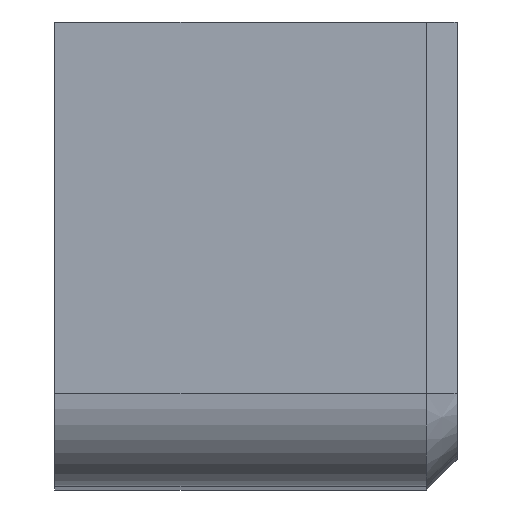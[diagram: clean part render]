
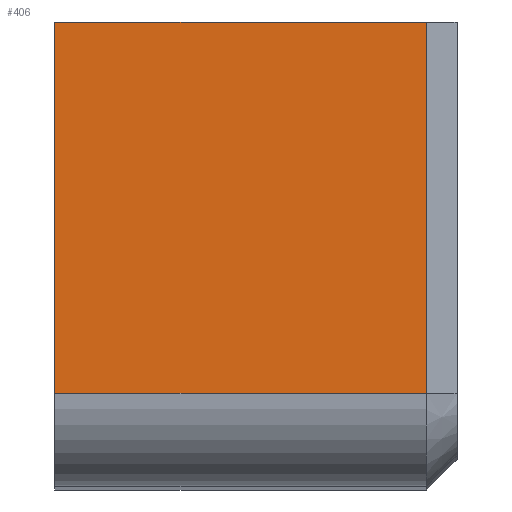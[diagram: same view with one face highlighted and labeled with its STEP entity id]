
A CAD part, top view. The second image highlights one B-rep face of the part: STEP entity #406.
In plain terms, the highlighted planar face has unit normal (0, 0, 1).
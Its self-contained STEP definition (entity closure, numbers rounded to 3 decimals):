
#48=FACE_OUTER_BOUND('',#72,.T.);
#72=EDGE_LOOP('',(#321,#322,#323,#324));
#98=LINE('',#622,#144);
#113=LINE('',#662,#159);
#114=LINE('',#666,#160);
#115=LINE('',#667,#161);
#144=VECTOR('',#502,10.);
#159=VECTOR('',#541,10.);
#160=VECTOR('',#546,10.);
#161=VECTOR('',#547,10.);
#186=VERTEX_POINT('',#619);
#187=VERTEX_POINT('',#621);
#200=VERTEX_POINT('',#661);
#201=VERTEX_POINT('',#665);
#226=EDGE_CURVE('',#186,#187,#98,.T.);
#246=EDGE_CURVE('',#187,#200,#113,.T.);
#248=EDGE_CURVE('',#201,#186,#114,.T.);
#249=EDGE_CURVE('',#200,#201,#115,.T.);
#321=ORIENTED_EDGE('',*,*,#226,.F.);
#322=ORIENTED_EDGE('',*,*,#248,.F.);
#323=ORIENTED_EDGE('',*,*,#249,.F.);
#324=ORIENTED_EDGE('',*,*,#246,.F.);
#384=PLANE('',#452);
#406=ADVANCED_FACE('',(#48),#384,.T.);
#452=AXIS2_PLACEMENT_3D('',#664,#544,#545);
#502=DIRECTION('',(0.,-1.,0.));
#541=DIRECTION('',(-1.,0.,0.));
#544=DIRECTION('center_axis',(0.,0.,1.));
#545=DIRECTION('ref_axis',(0.,1.,0.));
#546=DIRECTION('',(1.,0.,0.));
#547=DIRECTION('',(0.,1.,0.));
#619=CARTESIAN_POINT('',(2.,0.,77.));
#621=CARTESIAN_POINT('',(2.,-12.,77.));
#622=CARTESIAN_POINT('',(2.,-9.75,77.));
#661=CARTESIAN_POINT('',(-10.,-12.,77.));
#662=CARTESIAN_POINT('',(0.,-12.,77.));
#664=CARTESIAN_POINT('Origin',(0.,-12.,77.));
#665=CARTESIAN_POINT('',(-10.,0.,77.));
#666=CARTESIAN_POINT('',(0.,0.,77.));
#667=CARTESIAN_POINT('',(-10.,-12.,77.));
